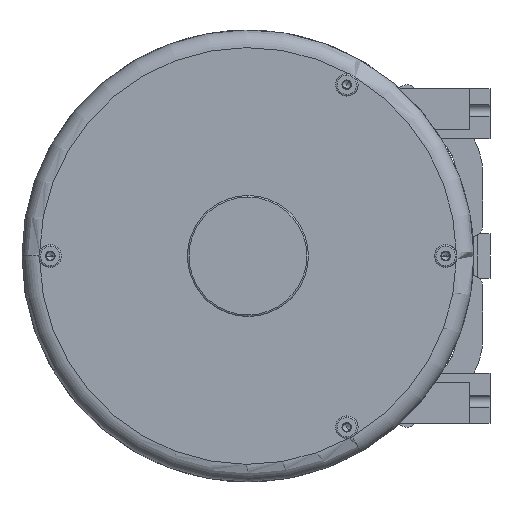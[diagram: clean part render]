
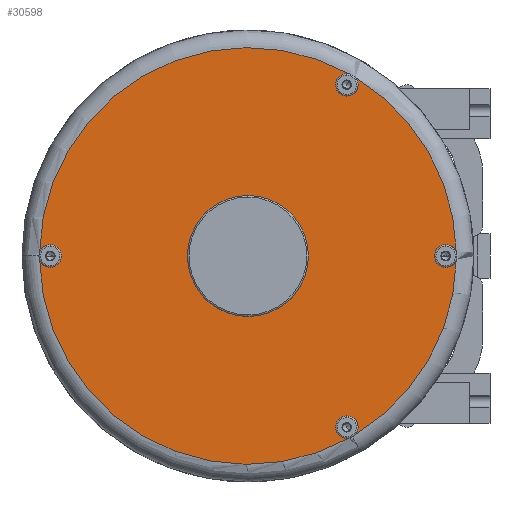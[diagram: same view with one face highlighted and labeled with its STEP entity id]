
A CAD part, left-side view. The second image highlights one B-rep face of the part: STEP entity #30598.
In plain terms, the highlighted planar face has unit normal (-1, 0, 0).
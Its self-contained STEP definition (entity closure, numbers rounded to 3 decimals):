
#12563=CARTESIAN_POINT('',(-190.5,0.,0.));
#12564=DIRECTION('',(-1.,0.,0.));
#12565=DIRECTION('',(0.,0.,1.));
#12566=AXIS2_PLACEMENT_3D('',#12563,#12564,#12565);
#12568=CARTESIAN_POINT('',(-190.5,0.,0.));
#12569=DIRECTION('',(-1.,0.,0.));
#12570=DIRECTION('',(0.,0.,-1.));
#12571=AXIS2_PLACEMENT_3D('',#12568,#12569,#12570);
#12573=CARTESIAN_POINT('',(-190.5,0.,0.));
#12574=DIRECTION('',(-1.,0.,0.));
#12575=DIRECTION('',(0.,-0.515,-0.857));
#12576=AXIS2_PLACEMENT_3D('',#12573,#12574,#12575);
#12578=CARTESIAN_POINT('',(-190.5,-122.5,-212.176));
#12579=DIRECTION('',(-1.,0.,0.));
#12580=DIRECTION('',(0.,-0.759,-0.651));
#12581=AXIS2_PLACEMENT_3D('',#12578,#12579,#12580);
#12583=CARTESIAN_POINT('',(-190.5,-122.5,-212.176));
#12584=DIRECTION('',(-1.,0.,0.));
#12585=DIRECTION('',(0.,0.,1.));
#12586=AXIS2_PLACEMENT_3D('',#12583,#12584,#12585);
#12588=CARTESIAN_POINT('',(-190.5,-122.5,-212.176));
#12589=DIRECTION('',(-1.,0.,0.));
#12590=DIRECTION('',(0.,0.,-1.));
#12591=AXIS2_PLACEMENT_3D('',#12588,#12589,#12590);
#12593=CARTESIAN_POINT('',(-190.5,0.,0.));
#12594=DIRECTION('',(-1.,0.,0.));
#12595=DIRECTION('',(0.,1.,-0.018));
#12596=AXIS2_PLACEMENT_3D('',#12593,#12594,#12595);
#12598=CARTESIAN_POINT('',(-190.5,245.,0.));
#12599=DIRECTION('',(-1.,0.,0.));
#12600=DIRECTION('',(0.,0.943,-0.332));
#12601=AXIS2_PLACEMENT_3D('',#12598,#12599,#12600);
#12603=CARTESIAN_POINT('',(-190.5,245.,0.));
#12604=DIRECTION('',(-1.,0.,0.));
#12605=DIRECTION('',(0.,0.,-1.));
#12606=AXIS2_PLACEMENT_3D('',#12603,#12604,#12605);
#12608=CARTESIAN_POINT('',(-190.5,245.,0.));
#12609=DIRECTION('',(-1.,0.,0.));
#12610=DIRECTION('',(0.,0.,1.));
#12611=AXIS2_PLACEMENT_3D('',#12608,#12609,#12610);
#12613=CARTESIAN_POINT('',(-190.5,0.,0.));
#12614=DIRECTION('',(-1.,0.,0.));
#12615=DIRECTION('',(0.,-0.484,0.875));
#12616=AXIS2_PLACEMENT_3D('',#12613,#12614,#12615);
#12618=CARTESIAN_POINT('',(-190.5,-122.5,212.176));
#12619=DIRECTION('',(-1.,0.,0.));
#12620=DIRECTION('',(0.,-0.185,0.983));
#12621=AXIS2_PLACEMENT_3D('',#12618,#12619,#12620);
#12623=CARTESIAN_POINT('',(-190.5,-122.5,212.176));
#12624=DIRECTION('',(-1.,0.,0.));
#12625=DIRECTION('',(0.,0.,1.));
#12626=AXIS2_PLACEMENT_3D('',#12623,#12624,#12625);
#12628=CARTESIAN_POINT('',(-190.5,-122.5,212.176));
#12629=DIRECTION('',(-1.,0.,0.));
#12630=DIRECTION('',(0.,0.,-1.));
#12631=AXIS2_PLACEMENT_3D('',#12628,#12629,#12630);
#12633=CARTESIAN_POINT('',(-190.5,0.,0.));
#12634=DIRECTION('',(-1.,0.,0.));
#12635=DIRECTION('',(0.,-1.,0.018));
#12636=AXIS2_PLACEMENT_3D('',#12633,#12634,#12635);
#12638=CARTESIAN_POINT('',(-190.5,-245.,0.));
#12639=DIRECTION('',(-1.,0.,0.));
#12640=DIRECTION('',(0.,-0.943,0.332));
#12641=AXIS2_PLACEMENT_3D('',#12638,#12639,#12640);
#12643=CARTESIAN_POINT('',(-190.5,-245.,0.));
#12644=DIRECTION('',(-1.,0.,0.));
#12645=DIRECTION('',(0.,0.,1.));
#12646=AXIS2_PLACEMENT_3D('',#12643,#12644,#12645);
#12648=CARTESIAN_POINT('',(-190.5,-245.,0.));
#12649=DIRECTION('',(-1.,0.,0.));
#12650=DIRECTION('',(0.,0.,-1.));
#12651=AXIS2_PLACEMENT_3D('',#12648,#12649,#12650);
#15335=CARTESIAN_POINT('',(-190.5,0.,75.));
#15336=CARTESIAN_POINT('',(-190.5,0.,-75.));
#15337=VERTEX_POINT('',#15335);
#15338=VERTEX_POINT('',#15336);
#15339=CARTESIAN_POINT('',(-190.5,245.,-14.));
#15340=CARTESIAN_POINT('',(-190.5,245.,14.));
#15341=VERTEX_POINT('',#15339);
#15342=VERTEX_POINT('',#15340);
#15343=CARTESIAN_POINT('',(-190.5,-122.5,226.176));
#15344=CARTESIAN_POINT('',(-190.5,-122.5,198.176));
#15345=VERTEX_POINT('',#15343);
#15346=VERTEX_POINT('',#15344);
#15347=CARTESIAN_POINT('',(-190.5,-245.,14.));
#15348=CARTESIAN_POINT('',(-190.5,-245.,-14.));
#15349=VERTEX_POINT('',#15347);
#15350=VERTEX_POINT('',#15348);
#15351=CARTESIAN_POINT('',(-190.5,-122.5,-198.176));
#15352=CARTESIAN_POINT('',(-190.5,-122.5,-226.176));
#15353=VERTEX_POINT('',#15351);
#15354=VERTEX_POINT('',#15352);
#15425=CARTESIAN_POINT('',(-190.5,-133.124,-221.294));
#15426=CARTESIAN_POINT('',(-190.5,-258.208,-4.635));
#15427=VERTEX_POINT('',#15425);
#15428=VERTEX_POINT('',#15426);
#15434=CARTESIAN_POINT('',(-190.5,258.208,-4.641));
#15435=CARTESIAN_POINT('',(-190.5,-125.085,-225.936));
#15436=VERTEX_POINT('',#15434);
#15437=VERTEX_POINT('',#15435);
#15441=CARTESIAN_POINT('',(-190.5,-125.085,225.936));
#15442=CARTESIAN_POINT('',(-190.5,258.208,4.635));
#15443=VERTEX_POINT('',#15441);
#15444=VERTEX_POINT('',#15442);
#15445=CARTESIAN_POINT('',(-190.5,-258.208,4.641));
#15446=CARTESIAN_POINT('',(-190.5,-133.124,221.294));
#15447=VERTEX_POINT('',#15445);
#15448=VERTEX_POINT('',#15446);
#30557=CARTESIAN_POINT('',(-190.5,0.,0.));
#30558=DIRECTION('',(1.,0.,0.));
#30559=DIRECTION('',(0.,-1.,0.));
#30560=AXIS2_PLACEMENT_3D('',#30557,#30558,#30559);
#30561=PLANE('',#30560);
#30562=ORIENTED_EDGE('',*,*,#28913,.F.);
#30564=ORIENTED_EDGE('',*,*,#30563,.T.);
#30566=ORIENTED_EDGE('',*,*,#30565,.T.);
#30568=ORIENTED_EDGE('',*,*,#30567,.T.);
#30569=ORIENTED_EDGE('',*,*,#30545,.F.);
#30571=ORIENTED_EDGE('',*,*,#30570,.T.);
#30573=ORIENTED_EDGE('',*,*,#30572,.T.);
#30575=ORIENTED_EDGE('',*,*,#30574,.T.);
#30576=ORIENTED_EDGE('',*,*,#28921,.F.);
#30578=ORIENTED_EDGE('',*,*,#30577,.T.);
#30580=ORIENTED_EDGE('',*,*,#30579,.T.);
#30582=ORIENTED_EDGE('',*,*,#30581,.T.);
#30583=ORIENTED_EDGE('',*,*,#28917,.F.);
#30585=ORIENTED_EDGE('',*,*,#30584,.T.);
#30587=ORIENTED_EDGE('',*,*,#30586,.T.);
#30589=ORIENTED_EDGE('',*,*,#30588,.T.);
#30590=EDGE_LOOP('',(#30562,#30564,#30566,#30568,#30569,#30571,#30573,#30575,
#30576,#30578,#30580,#30582,#30583,#30585,#30587,#30589));
#30591=FACE_OUTER_BOUND('',#30590,.F.);
#30593=ORIENTED_EDGE('',*,*,#30592,.T.);
#30595=ORIENTED_EDGE('',*,*,#30594,.T.);
#30596=EDGE_LOOP('',(#30593,#30595));
#30597=FACE_BOUND('',#30596,.F.);
#30598=ADVANCED_FACE('',(#30591,#30597),#30561,.F.);
#12567=CIRCLE('',#12566,75.);
#12572=CIRCLE('',#12571,75.);
#12577=CIRCLE('',#12576,258.25);
#12582=CIRCLE('',#12581,14.);
#12587=CIRCLE('',#12586,14.);
#12592=CIRCLE('',#12591,14.);
#12597=CIRCLE('',#12596,258.25);
#12602=CIRCLE('',#12601,14.);
#12607=CIRCLE('',#12606,14.);
#12612=CIRCLE('',#12611,14.);
#12617=CIRCLE('',#12616,258.25);
#12622=CIRCLE('',#12621,14.);
#12627=CIRCLE('',#12626,14.);
#12632=CIRCLE('',#12631,14.);
#12637=CIRCLE('',#12636,258.25);
#12642=CIRCLE('',#12641,14.);
#12647=CIRCLE('',#12646,14.);
#12652=CIRCLE('',#12651,14.);
#28913=EDGE_CURVE('',#15427,#15428,#12577,.T.);
#28917=EDGE_CURVE('',#15447,#15448,#12637,.T.);
#28921=EDGE_CURVE('',#15443,#15444,#12617,.T.);
#30545=EDGE_CURVE('',#15436,#15437,#12597,.T.);
#30563=EDGE_CURVE('',#15427,#15353,#12582,.T.);
#30565=EDGE_CURVE('',#15353,#15354,#12587,.T.);
#30567=EDGE_CURVE('',#15354,#15437,#12592,.T.);
#30570=EDGE_CURVE('',#15436,#15341,#12602,.T.);
#30572=EDGE_CURVE('',#15341,#15342,#12607,.T.);
#30574=EDGE_CURVE('',#15342,#15444,#12612,.T.);
#30577=EDGE_CURVE('',#15443,#15345,#12622,.T.);
#30579=EDGE_CURVE('',#15345,#15346,#12627,.T.);
#30581=EDGE_CURVE('',#15346,#15448,#12632,.T.);
#30584=EDGE_CURVE('',#15447,#15349,#12642,.T.);
#30586=EDGE_CURVE('',#15349,#15350,#12647,.T.);
#30588=EDGE_CURVE('',#15350,#15428,#12652,.T.);
#30592=EDGE_CURVE('',#15337,#15338,#12567,.T.);
#30594=EDGE_CURVE('',#15338,#15337,#12572,.T.);
